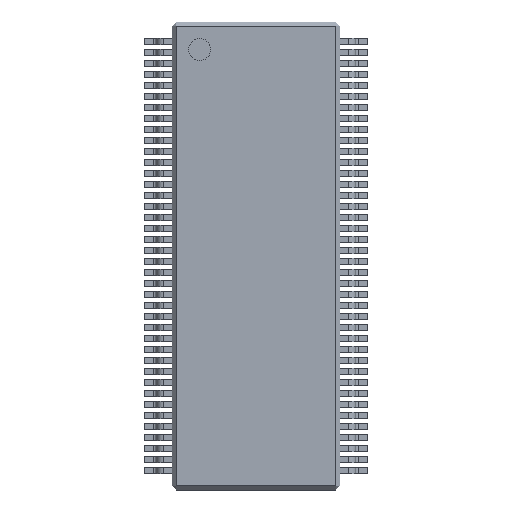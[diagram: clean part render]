
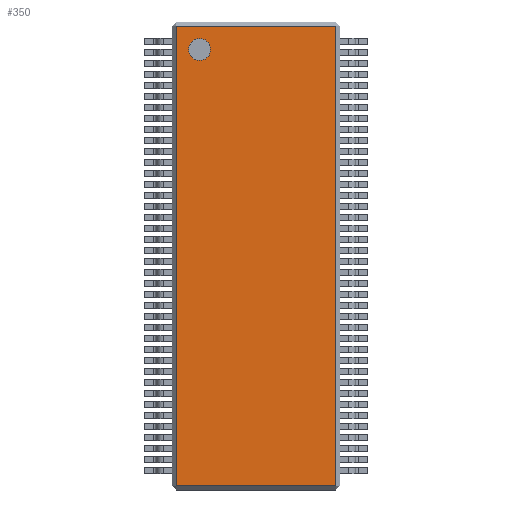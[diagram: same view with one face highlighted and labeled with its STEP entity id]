
A CAD part, top view. The second image highlights one B-rep face of the part: STEP entity #350.
In plain terms, the highlighted planar face has unit normal (0, 0, 1).
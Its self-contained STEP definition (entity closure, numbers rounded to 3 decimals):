
#13=DIRECTION('',(0.,0.,1.));
#14=DIRECTION('',(1.,0.,0.));
#143=VECTOR('',#144,1.);
#144=DIRECTION('',(0.,1.,0.));
#219=VERTEX_POINT('',#220);
#220=CARTESIAN_POINT('',(-2.9,-8.35,2.));
#228=VERTEX_POINT('',#229);
#229=CARTESIAN_POINT('',(-2.9,8.35,2.));
#234=ORIENTED_EDGE('',*,*,#235,.F.);
#235=EDGE_CURVE('',#219,#228,#236,.T.);
#236=LINE('',#237,#143);
#237=CARTESIAN_POINT('',(-2.9,-8.5,2.));
#307=VECTOR('',#14,1.);
#350=ADVANCED_FACE('',(#351,#369),#378,.T.);
#351=FACE_BOUND('',#352,.T.);
#352=EDGE_LOOP('',(#234,#353,#359,#365));
#353=ORIENTED_EDGE('',*,*,#354,.T.);
#354=EDGE_CURVE('',#219,#355,#357,.T.);
#355=VERTEX_POINT('',#356);
#356=CARTESIAN_POINT('',(2.9,-8.35,2.));
#357=LINE('',#358,#307);
#358=CARTESIAN_POINT('',(-3.05,-8.35,2.));
#359=ORIENTED_EDGE('',*,*,#360,.T.);
#360=EDGE_CURVE('',#355,#361,#363,.T.);
#361=VERTEX_POINT('',#362);
#362=CARTESIAN_POINT('',(2.9,8.35,2.));
#363=LINE('',#364,#143);
#364=CARTESIAN_POINT('',(2.9,-8.5,2.));
#365=ORIENTED_EDGE('',*,*,#366,.F.);
#366=EDGE_CURVE('',#228,#361,#367,.T.);
#367=LINE('',#368,#307);
#368=CARTESIAN_POINT('',(-3.05,8.35,2.));
#369=FACE_BOUND('',#370,.T.);
#370=EDGE_LOOP('',(#371));
#371=ORIENTED_EDGE('',*,*,#372,.F.);
#372=EDGE_CURVE('',#373,#373,#375,.T.);
#373=VERTEX_POINT('',#374);
#374=CARTESIAN_POINT('',(-1.65,7.5,2.));
#375=CIRCLE('',#376,0.4);
#376=AXIS2_PLACEMENT_3D('',#377,#13,#14);
#377=CARTESIAN_POINT('',(-2.05,7.5,2.));
#378=PLANE('',#379);
#379=AXIS2_PLACEMENT_3D('',#380,#13,#14);
#380=CARTESIAN_POINT('',(-3.05,-8.5,2.));
